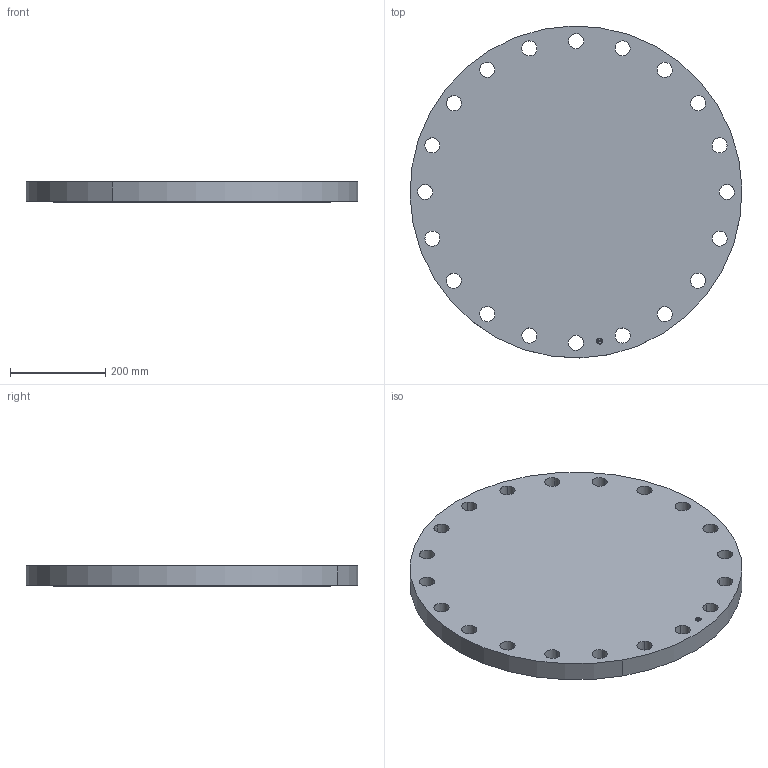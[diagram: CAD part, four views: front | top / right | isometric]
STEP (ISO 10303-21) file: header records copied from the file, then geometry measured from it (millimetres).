
FILE_DESCRIPTION(('3D STEP'),'2;1');
FILE_NAME('20-150-BLIND-RF-FLANGE.stp','2013-01-25T05:56:39+00:00',('Texas Flange'),(''),'CATIA Version 5 Release 20 SP 6 (IN-10)','CATIA V5 STEP AP214','800-826-3801');
FILE_SCHEMA(('AUTOMOTIVE_DESIGN { 1 0 10303 214 1 1 1 1 }'));
Length unit declared in the file: inch
Products named in the file (1): 20-150-BLIND-RF-FLANGE
Bounding box: 698.31 x 698.31 x 42.74 mm (x, y, z)
Volume: 15541756.7 mm3; surface area: 910081.5 mm2
Topology: 1 solids, 1 shells, 432 faces, 1236 edges, 824 vertices
Faces by surface type: plane 368, cylinder 64
Entity records: 16257 total; most frequent: ORIENTED_EDGE 2472, CARTESIAN_POINT 2437, DIRECTION 1988, EDGE_CURVE 1236, VECTOR 1108, LINE 1108, VERTEX_POINT 824, AXIS2_PLACEMENT_3D 505
